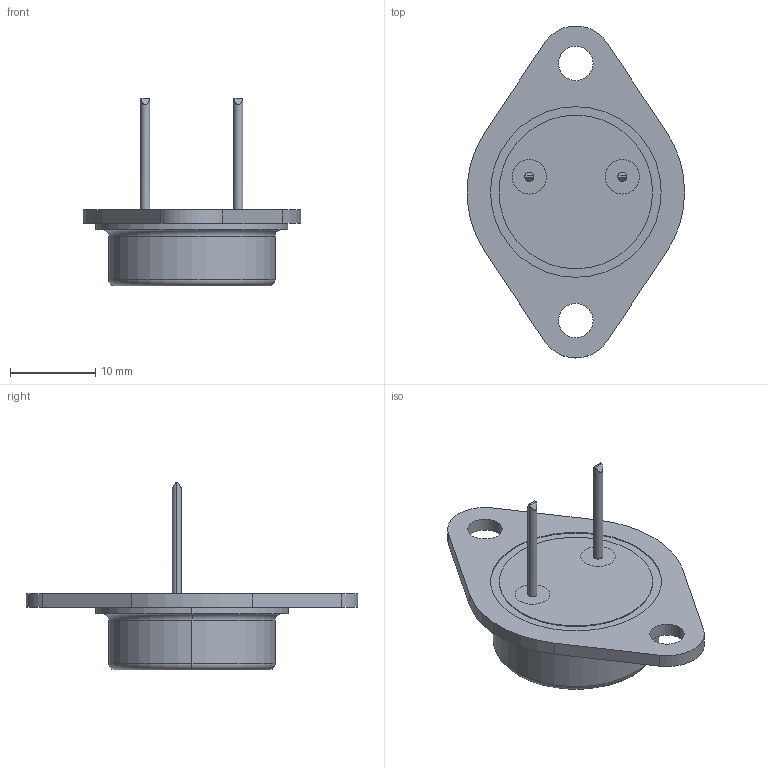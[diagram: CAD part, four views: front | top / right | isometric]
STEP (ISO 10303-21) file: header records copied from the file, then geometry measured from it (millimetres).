
FILE_DESCRIPTION (( 'STEP AP214' ), '1' );
FILE_NAME ('2N3055.STEP', '2019-08-09T12:48:00', ( '' ), ( '' ), 'SwSTEP 2.0', 'SolidWorks 2017', '' );
FILE_SCHEMA (( 'AUTOMOTIVE_DESIGN' ));
Length unit declared in the file: millimetre
Products named in the file (1): 2N3055
Bounding box: 25.45 x 38.9 x 22.02 mm (x, y, z)
Volume: 3281.3 mm3; surface area: 2109.1 mm2
Topology: 5 solids, 5 shells, 57 faces, 119 edges, 78 vertices
Faces by surface type: cylinder 29, plane 24, torus 4
Entity records: 1629 total; most frequent: DIRECTION 301, CARTESIAN_POINT 267, ORIENTED_EDGE 238, AXIS2_PLACEMENT_3D 128, EDGE_CURVE 119, VERTEX_POINT 78, CIRCLE 70, EDGE_LOOP 67
